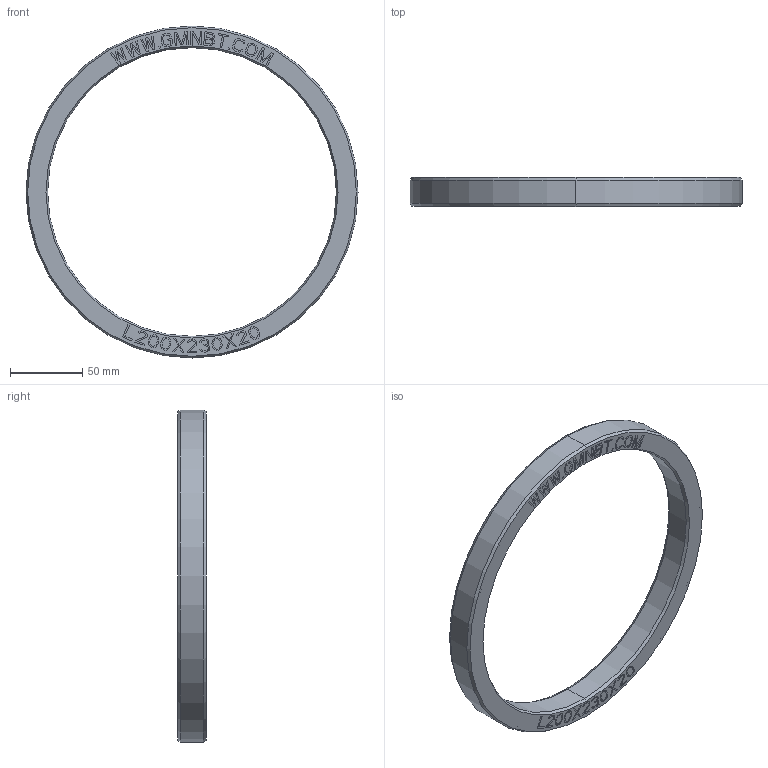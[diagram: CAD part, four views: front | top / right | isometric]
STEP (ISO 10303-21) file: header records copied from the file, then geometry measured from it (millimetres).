
FILE_DESCRIPTION((''),'2;1');
FILE_NAME('L200X230X20_PRT','2014-11-17T',('sales 4'),(''),'PRO/ENGINEER BY PARAMETRIC TECHNOLOGY CORPORATION, 2013150','PRO/ENGINEER BY PARAMETRIC TECHNOLOGY CORPORATION, 2013150','');
FILE_SCHEMA(('AUTOMOTIVE_DESIGN { 1 0 10303 214 1 1 1 1 }'));
Length unit declared in the file: millimetre
Products named in the file (1): L200X230X20_PRT
Bounding box: 230 x 20.08 x 230 mm (x, y, z)
Volume: 194087.2 mm3; surface area: 81244.2 mm2
Topology: 1 solids, 2 shells, 718 faces, 1979 edges, 1294 vertices
Faces by surface type: plane 638, cone 40, torus 32, cylinder 8
Entity records: 30387 total; most frequent: CARTESIAN_POINT 3993, ORIENTED_EDGE 3958, DIRECTION 3531, PRESENTATION_STYLE_ASSIGNMENT 2146, STYLED_ITEM 1980, CURVE_STYLE 1979, EDGE_CURVE 1979, VECTOR 1863
